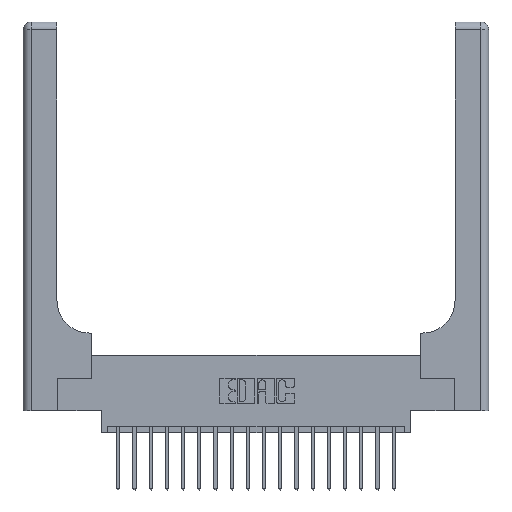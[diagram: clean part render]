
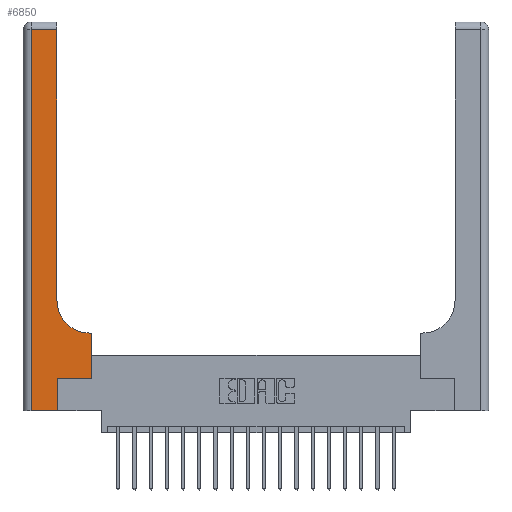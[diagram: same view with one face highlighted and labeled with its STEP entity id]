
A CAD part, top view. The second image highlights one B-rep face of the part: STEP entity #6850.
In plain terms, the highlighted planar face has unit normal (0, 0, 1).
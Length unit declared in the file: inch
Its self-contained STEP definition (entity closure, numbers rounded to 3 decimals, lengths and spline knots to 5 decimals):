
#12 = CARTESIAN_POINT ( 'NONE',  ( 0., 3., 0.37 ) ) ;
#376 = LINE ( 'NONE', #791, #3097 ) ;
#650 = AXIS2_PLACEMENT_3D ( 'NONE', #14154, #3219, #15941 ) ;
#791 = CARTESIAN_POINT ( 'NONE',  ( 0.26, 0.6, 0.37 ) ) ;
#1312 = AXIS2_PLACEMENT_3D ( 'NONE', #12, #3261, #17435 ) ;
#1394 = VERTEX_POINT ( 'NONE', #17528 ) ;
#1406 = CARTESIAN_POINT ( 'NONE',  ( 0.528, 0.25, 0.37 ) ) ;
#1895 = ORIENTED_EDGE ( 'NONE', *, *, #20642, .T. ) ;
#1967 = DIRECTION ( 'NONE',  ( 0., -1., 0. ) ) ;
#2289 = VECTOR ( 'NONE', #16027, 39.37008 ) ;
#2950 = ORIENTED_EDGE ( 'NONE', *, *, #11255, .T. ) ;
#2977 = EDGE_CURVE ( 'NONE', #8480, #17800, #12940, .T. ) ;
#3097 = VECTOR ( 'NONE', #18119, 39.37008 ) ;
#3219 = DIRECTION ( 'NONE',  ( 0., 0., -1. ) ) ;
#3261 = DIRECTION ( 'NONE',  ( 0., 0., -1. ) ) ;
#3320 = EDGE_CURVE ( 'NONE', #8336, #1394, #4889, .T. ) ;
#3581 = ORIENTED_EDGE ( 'NONE', *, *, #2977, .T. ) ;
#3691 = ORIENTED_EDGE ( 'NONE', *, *, #9849, .T. ) ;
#4003 = VERTEX_POINT ( 'NONE', #7022 ) ;
#4357 = EDGE_CURVE ( 'NONE', #14040, #8480, #7861, .T. ) ;
#4486 = VECTOR ( 'NONE', #4709, 39.37008 ) ;
#4709 = DIRECTION ( 'NONE',  ( -1., 0., 0. ) ) ;
#4889 = LINE ( 'NONE', #1406, #2289 ) ;
#4955 = CARTESIAN_POINT ( 'NONE',  ( 0.26, 3., 0.37 ) ) ;
#5011 = ORIENTED_EDGE ( 'NONE', *, *, #17767, .T. ) ;
#5066 = LINE ( 'NONE', #4955, #16869 ) ;
#5311 = CARTESIAN_POINT ( 'NONE',  ( 0.06, 2.94, 0.37 ) ) ;
#6483 = EDGE_LOOP ( 'NONE', ( #13411, #19769, #3581, #10573, #1895, #3691, #15907, #5011, #2950 ) ) ;
#6850 = ADVANCED_FACE ( 'NONE', ( #17233 ), #14407, .F. ) ;
#7022 = CARTESIAN_POINT ( 'NONE',  ( 0.26, 0.85, 0.37 ) ) ;
#7400 = DIRECTION ( 'NONE',  ( 1., 0., 0. ) ) ;
#7626 = CARTESIAN_POINT ( 'NONE',  ( 0.51, 0.6, 0.37 ) ) ;
#7645 = DIRECTION ( 'NONE',  ( 1., 0., 0. ) ) ;
#7861 = LINE ( 'NONE', #9648, #4486 ) ;
#7948 = VERTEX_POINT ( 'NONE', #15959 ) ;
#8336 = VERTEX_POINT ( 'NONE', #9632 ) ;
#8480 = VERTEX_POINT ( 'NONE', #5311 ) ;
#8723 = VECTOR ( 'NONE', #7400, 39.37008 ) ;
#9632 = CARTESIAN_POINT ( 'NONE',  ( 0.528, 0.25, 0.37 ) ) ;
#9648 = CARTESIAN_POINT ( 'NONE',  ( 0., 2.94, 0.37 ) ) ;
#9727 = CIRCLE ( 'NONE', #650, 0.25 ) ;
#9849 = EDGE_CURVE ( 'NONE', #7948, #8336, #10749, .T. ) ;
#10573 = ORIENTED_EDGE ( 'NONE', *, *, #17470, .T. ) ;
#10749 = LINE ( 'NONE', #15390, #8723 ) ;
#10785 = LINE ( 'NONE', #15425, #20192 ) ;
#11255 = EDGE_CURVE ( 'NONE', #19957, #4003, #9727, .T. ) ;
#11375 = DIRECTION ( 'NONE',  ( 0., 1., 0. ) ) ;
#11883 = VECTOR ( 'NONE', #18771, 39.37008 ) ;
#12940 = LINE ( 'NONE', #19206, #18711 ) ;
#13411 = ORIENTED_EDGE ( 'NONE', *, *, #19685, .T. ) ;
#14040 = VERTEX_POINT ( 'NONE', #20367 ) ;
#14154 = CARTESIAN_POINT ( 'NONE',  ( 0.51, 0.85, 0.37 ) ) ;
#14407 = PLANE ( 'NONE',  #1312 ) ;
#14491 = VERTEX_POINT ( 'NONE', #15520 ) ;
#14991 = CARTESIAN_POINT ( 'NONE',  ( 0.06, 0., 0.37 ) ) ;
#15334 = LINE ( 'NONE', #16901, #11883 ) ;
#15390 = CARTESIAN_POINT ( 'NONE',  ( 0.265, 0.25, 0.37 ) ) ;
#15425 = CARTESIAN_POINT ( 'NONE',  ( 0., 0., 0.37 ) ) ;
#15520 = CARTESIAN_POINT ( 'NONE',  ( 0.265, 0., 0.37 ) ) ;
#15907 = ORIENTED_EDGE ( 'NONE', *, *, #3320, .T. ) ;
#15941 = DIRECTION ( 'NONE',  ( 1., 0., 0. ) ) ;
#15959 = CARTESIAN_POINT ( 'NONE',  ( 0.265, 0.25, 0.37 ) ) ;
#16027 = DIRECTION ( 'NONE',  ( 0., 1., 0. ) ) ;
#16869 = VECTOR ( 'NONE', #11375, 39.37008 ) ;
#16901 = CARTESIAN_POINT ( 'NONE',  ( 0.265, 0., 0.37 ) ) ;
#17233 = FACE_OUTER_BOUND ( 'NONE', #6483, .T. ) ;
#17435 = DIRECTION ( 'NONE',  ( -1., 0., 0. ) ) ;
#17470 = EDGE_CURVE ( 'NONE', #17800, #14491, #10785, .T. ) ;
#17528 = CARTESIAN_POINT ( 'NONE',  ( 0.528, 0.6, 0.37 ) ) ;
#17767 = EDGE_CURVE ( 'NONE', #1394, #19957, #376, .T. ) ;
#17800 = VERTEX_POINT ( 'NONE', #14991 ) ;
#18119 = DIRECTION ( 'NONE',  ( -1., 0., 0. ) ) ;
#18711 = VECTOR ( 'NONE', #1967, 39.37008 ) ;
#18771 = DIRECTION ( 'NONE',  ( 0., 1., 0. ) ) ;
#19206 = CARTESIAN_POINT ( 'NONE',  ( 0.06, 3., 0.37 ) ) ;
#19685 = EDGE_CURVE ( 'NONE', #4003, #14040, #5066, .T. ) ;
#19769 = ORIENTED_EDGE ( 'NONE', *, *, #4357, .T. ) ;
#19957 = VERTEX_POINT ( 'NONE', #7626 ) ;
#20192 = VECTOR ( 'NONE', #7645, 39.37008 ) ;
#20367 = CARTESIAN_POINT ( 'NONE',  ( 0.26, 2.94, 0.37 ) ) ;
#20642 = EDGE_CURVE ( 'NONE', #14491, #7948, #15334, .T. ) ;
